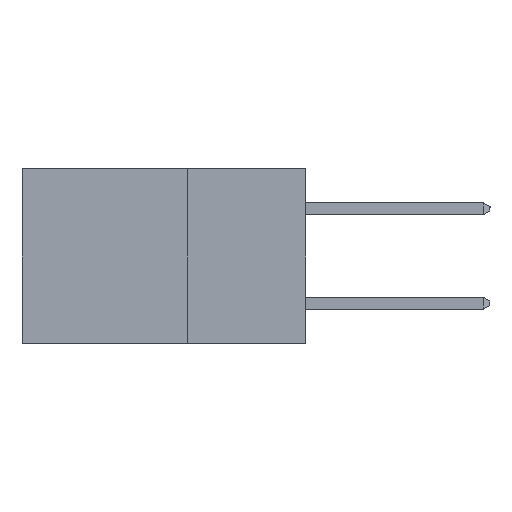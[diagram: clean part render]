
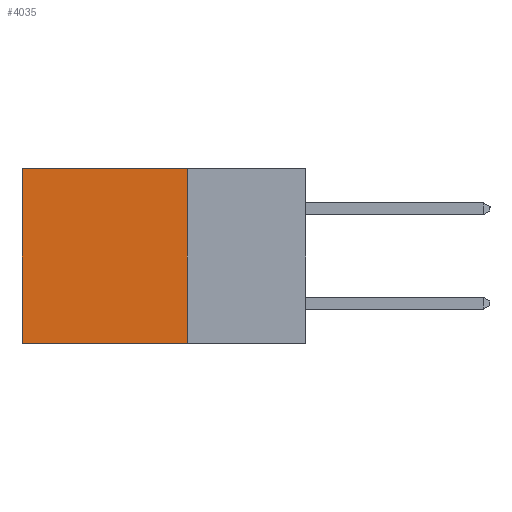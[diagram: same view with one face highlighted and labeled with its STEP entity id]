
A CAD part, left-side view. The second image highlights one B-rep face of the part: STEP entity #4035.
In plain terms, the highlighted planar face has unit normal (-1, 0, 0).
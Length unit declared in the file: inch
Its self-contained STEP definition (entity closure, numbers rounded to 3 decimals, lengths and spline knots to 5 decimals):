
#1817 = VECTOR ( 'NONE', #11384, 39.37008 ) ;
#2102 = LINE ( 'NONE', #8379, #4423 ) ;
#2667 = ORIENTED_EDGE ( 'NONE', *, *, #23070, .F. ) ;
#2858 = LINE ( 'NONE', #6924, #1817 ) ;
#3205 = PLANE ( 'NONE',  #20052 ) ;
#3313 = CARTESIAN_POINT ( 'NONE',  ( 0.2615, 0.6, -0.37 ) ) ;
#3352 = CARTESIAN_POINT ( 'NONE',  ( 0.2615, 0.25, -0.37 ) ) ;
#4035 = ADVANCED_FACE ( 'NONE', ( #5321 ), #3205, .F. ) ;
#4298 = DIRECTION ( 'NONE',  ( 0., 1., 0. ) ) ;
#4423 = VECTOR ( 'NONE', #6146, 39.37008 ) ;
#5321 = FACE_OUTER_BOUND ( 'NONE', #18522, .T. ) ;
#5845 = CARTESIAN_POINT ( 'NONE',  ( 0.2615, 0.25, 0. ) ) ;
#6146 = DIRECTION ( 'NONE',  ( 0., 0., -1. ) ) ;
#6578 = ORIENTED_EDGE ( 'NONE', *, *, #9132, .T. ) ;
#6924 = CARTESIAN_POINT ( 'NONE',  ( 0.2615, 0.25, -0.37 ) ) ;
#7081 = VERTEX_POINT ( 'NONE', #19281 ) ;
#8161 = VERTEX_POINT ( 'NONE', #9390 ) ;
#8239 = VECTOR ( 'NONE', #13557, 39.37008 ) ;
#8379 = CARTESIAN_POINT ( 'NONE',  ( 0.2615, 0.25, -0.37 ) ) ;
#9132 = EDGE_CURVE ( 'NONE', #21867, #7081, #16049, .T. ) ;
#9199 = LINE ( 'NONE', #23487, #22593 ) ;
#9390 = CARTESIAN_POINT ( 'NONE',  ( 0.2615, 0.25, -0.37 ) ) ;
#10321 = EDGE_CURVE ( 'NONE', #13409, #21867, #9199, .T. ) ;
#11384 = DIRECTION ( 'NONE',  ( 0., 1., 0. ) ) ;
#11880 = DIRECTION ( 'NONE',  ( 1., 0., 0. ) ) ;
#12816 = DIRECTION ( 'NONE',  ( 0., 0., -1. ) ) ;
#13409 = VERTEX_POINT ( 'NONE', #5845 ) ;
#13557 = DIRECTION ( 'NONE',  ( 0., 0., -1. ) ) ;
#16049 = LINE ( 'NONE', #3313, #8239 ) ;
#17302 = CARTESIAN_POINT ( 'NONE',  ( 0.2615, 0.6, 0. ) ) ;
#18522 = EDGE_LOOP ( 'NONE', ( #6578, #27518, #2667, #22205 ) ) ;
#19281 = CARTESIAN_POINT ( 'NONE',  ( 0.2615, 0.6, -0.37 ) ) ;
#20052 = AXIS2_PLACEMENT_3D ( 'NONE', #3352, #11880, #12816 ) ;
#21867 = VERTEX_POINT ( 'NONE', #17302 ) ;
#22205 = ORIENTED_EDGE ( 'NONE', *, *, #10321, .T. ) ;
#22564 = EDGE_CURVE ( 'NONE', #8161, #7081, #2858, .T. ) ;
#22593 = VECTOR ( 'NONE', #4298, 39.37008 ) ;
#23070 = EDGE_CURVE ( 'NONE', #13409, #8161, #2102, .T. ) ;
#23487 = CARTESIAN_POINT ( 'NONE',  ( 0.2615, 0.25, 0. ) ) ;
#27518 = ORIENTED_EDGE ( 'NONE', *, *, #22564, .F. ) ;
